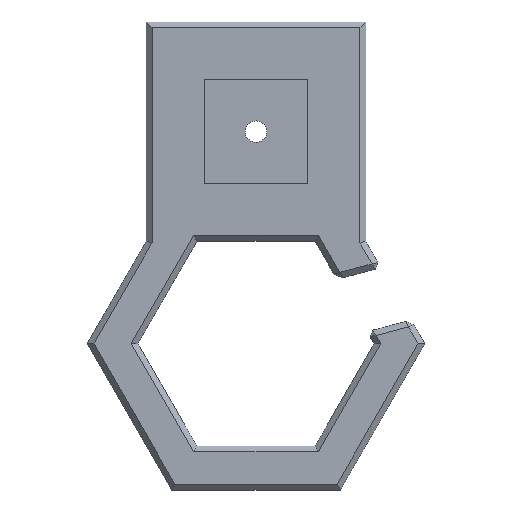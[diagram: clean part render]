
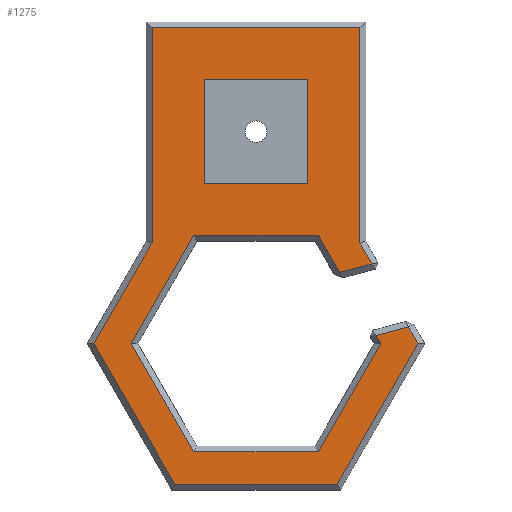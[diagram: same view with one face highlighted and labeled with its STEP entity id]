
A CAD part, top view. The second image highlights one B-rep face of the part: STEP entity #1275.
In plain terms, the highlighted planar face has unit normal (0, 0, 1).
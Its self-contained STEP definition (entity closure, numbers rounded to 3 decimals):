
#22=LINE('',#1763,#194);
#29=LINE('',#1777,#201);
#39=LINE('',#1798,#211);
#41=LINE('',#1803,#213);
#45=LINE('',#1811,#217);
#48=LINE('',#1817,#220);
#56=LINE('',#1834,#228);
#62=LINE('',#1847,#234);
#68=LINE('',#1859,#240);
#73=LINE('',#1868,#245);
#80=LINE('',#1882,#252);
#85=LINE('',#1891,#257);
#88=LINE('',#1897,#260);
#91=LINE('',#1903,#263);
#94=LINE('',#1909,#266);
#97=LINE('',#1913,#269);
#99=LINE('',#1918,#271);
#104=LINE('',#1925,#276);
#129=LINE('',#1976,#301);
#130=LINE('',#1978,#302);
#131=LINE('',#1980,#303);
#132=LINE('',#1981,#304);
#194=VECTOR('',#1428,10.);
#201=VECTOR('',#1439,10.);
#211=VECTOR('',#1455,10.);
#213=VECTOR('',#1459,10.);
#217=VECTOR('',#1465,10.);
#220=VECTOR('',#1470,10.);
#228=VECTOR('',#1482,10.);
#234=VECTOR('',#1492,10.);
#240=VECTOR('',#1502,10.);
#245=VECTOR('',#1511,10.);
#252=VECTOR('',#1522,10.);
#257=VECTOR('',#1531,10.);
#260=VECTOR('',#1536,10.);
#263=VECTOR('',#1541,10.);
#266=VECTOR('',#1546,10.);
#269=VECTOR('',#1551,10.);
#271=VECTOR('',#1555,10.);
#276=VECTOR('',#1564,10.);
#301=VECTOR('',#1615,10.);
#302=VECTOR('',#1616,10.);
#303=VECTOR('',#1617,10.);
#304=VECTOR('',#1618,10.);
#362=FACE_BOUND('',#487,.T.);
#409=FACE_OUTER_BOUND('',#486,.T.);
#486=EDGE_LOOP('',(#987,#988,#989,#990,#991,#992,#993,#994,#995,#996,#997,
#998,#999,#1000,#1001,#1002,#1003,#1004));
#487=EDGE_LOOP('',(#1005,#1006,#1007,#1008));
#534=VERTEX_POINT('',#1761);
#535=VERTEX_POINT('',#1762);
#540=VERTEX_POINT('',#1773);
#548=VERTEX_POINT('',#1794);
#549=VERTEX_POINT('',#1801);
#550=VERTEX_POINT('',#1802);
#553=VERTEX_POINT('',#1810);
#555=VERTEX_POINT('',#1816);
#562=VERTEX_POINT('',#1833);
#566=VERTEX_POINT('',#1842);
#567=VERTEX_POINT('',#1846);
#569=VERTEX_POINT('',#1852);
#578=VERTEX_POINT('',#1881);
#580=VERTEX_POINT('',#1890);
#582=VERTEX_POINT('',#1896);
#584=VERTEX_POINT('',#1902);
#586=VERTEX_POINT('',#1908);
#588=VERTEX_POINT('',#1917);
#600=VERTEX_POINT('',#1974);
#601=VERTEX_POINT('',#1975);
#602=VERTEX_POINT('',#1977);
#603=VERTEX_POINT('',#1979);
#640=EDGE_CURVE('',#534,#535,#22,.T.);
#647=EDGE_CURVE('',#535,#540,#29,.T.);
#657=EDGE_CURVE('',#540,#548,#39,.T.);
#659=EDGE_CURVE('',#549,#550,#41,.T.);
#663=EDGE_CURVE('',#550,#553,#45,.T.);
#666=EDGE_CURVE('',#553,#555,#48,.T.);
#674=EDGE_CURVE('',#555,#562,#56,.T.);
#680=EDGE_CURVE('',#562,#567,#62,.T.);
#686=EDGE_CURVE('',#569,#566,#68,.T.);
#691=EDGE_CURVE('',#567,#569,#73,.T.);
#698=EDGE_CURVE('',#566,#578,#80,.T.);
#703=EDGE_CURVE('',#578,#580,#85,.T.);
#706=EDGE_CURVE('',#580,#582,#88,.T.);
#709=EDGE_CURVE('',#582,#584,#91,.T.);
#712=EDGE_CURVE('',#584,#586,#94,.T.);
#715=EDGE_CURVE('',#548,#549,#97,.T.);
#717=EDGE_CURVE('',#586,#588,#99,.T.);
#722=EDGE_CURVE('',#588,#534,#104,.T.);
#747=EDGE_CURVE('',#600,#601,#129,.T.);
#748=EDGE_CURVE('',#601,#602,#130,.T.);
#749=EDGE_CURVE('',#602,#603,#131,.T.);
#750=EDGE_CURVE('',#603,#600,#132,.T.);
#987=ORIENTED_EDGE('',*,*,#686,.F.);
#988=ORIENTED_EDGE('',*,*,#691,.F.);
#989=ORIENTED_EDGE('',*,*,#680,.F.);
#990=ORIENTED_EDGE('',*,*,#674,.F.);
#991=ORIENTED_EDGE('',*,*,#666,.F.);
#992=ORIENTED_EDGE('',*,*,#663,.F.);
#993=ORIENTED_EDGE('',*,*,#659,.F.);
#994=ORIENTED_EDGE('',*,*,#715,.F.);
#995=ORIENTED_EDGE('',*,*,#657,.F.);
#996=ORIENTED_EDGE('',*,*,#647,.F.);
#997=ORIENTED_EDGE('',*,*,#640,.F.);
#998=ORIENTED_EDGE('',*,*,#722,.F.);
#999=ORIENTED_EDGE('',*,*,#717,.F.);
#1000=ORIENTED_EDGE('',*,*,#712,.F.);
#1001=ORIENTED_EDGE('',*,*,#709,.F.);
#1002=ORIENTED_EDGE('',*,*,#706,.F.);
#1003=ORIENTED_EDGE('',*,*,#703,.F.);
#1004=ORIENTED_EDGE('',*,*,#698,.F.);
#1005=ORIENTED_EDGE('',*,*,#747,.T.);
#1006=ORIENTED_EDGE('',*,*,#748,.T.);
#1007=ORIENTED_EDGE('',*,*,#749,.T.);
#1008=ORIENTED_EDGE('',*,*,#750,.T.);
#1199=PLANE('',#1369);
#1275=ADVANCED_FACE('',(#409,#362),#1199,.F.);
#1369=AXIS2_PLACEMENT_3D('',#1973,#1613,#1614);
#1428=DIRECTION('',(0.,-1.,0.));
#1439=DIRECTION('',(0.5,-0.866,0.));
#1455=DIRECTION('',(-0.966,-0.259,0.));
#1459=DIRECTION('',(-1.,0.,0.));
#1465=DIRECTION('',(-0.5,-0.866,0.));
#1470=DIRECTION('',(0.5,-0.866,0.));
#1482=DIRECTION('',(1.,0.,0.));
#1492=DIRECTION('',(0.5,0.866,0.));
#1502=DIRECTION('',(0.966,0.259,0.));
#1511=DIRECTION('',(-0.5,0.866,0.));
#1522=DIRECTION('',(0.5,-0.866,0.));
#1531=DIRECTION('',(-0.5,-0.866,0.));
#1536=DIRECTION('',(-1.,0.,0.));
#1541=DIRECTION('',(-0.5,0.866,0.));
#1546=DIRECTION('',(0.5,0.866,0.));
#1551=DIRECTION('',(-0.5,0.866,0.));
#1555=DIRECTION('',(0.,1.,0.));
#1564=DIRECTION('',(1.,0.,0.));
#1613=DIRECTION('center_axis',(0.,0.,-1.));
#1614=DIRECTION('ref_axis',(1.,0.,0.));
#1615=DIRECTION('',(1.,0.,0.));
#1616=DIRECTION('',(0.,-1.,0.));
#1617=DIRECTION('',(-1.,0.,0.));
#1618=DIRECTION('',(0.,1.,0.));
#1761=CARTESIAN_POINT('',(14.612,-0.4,0.5));
#1762=CARTESIAN_POINT('',(14.612,-15.107,0.5));
#1763=CARTESIAN_POINT('',(14.612,-11.,0.5));
#1773=CARTESIAN_POINT('',(15.44,-16.542,0.5));
#1777=CARTESIAN_POINT('',(14.376,-14.7,0.5));
#1794=CARTESIAN_POINT('',(13.24,-17.131,0.5));
#1798=CARTESIAN_POINT('',(7.423,-18.69,0.5));
#1801=CARTESIAN_POINT('',(11.778,-14.6,0.5));
#1802=CARTESIAN_POINT('',(3.234,-14.6,0.5));
#1803=CARTESIAN_POINT('',(9.527,-14.6,0.5));
#1810=CARTESIAN_POINT('',(-1.039,-22.,0.5));
#1811=CARTESIAN_POINT('',(2.108,-16.55,0.5));
#1816=CARTESIAN_POINT('',(3.234,-29.4,0.5));
#1817=CARTESIAN_POINT('',(0.087,-23.95,0.5));
#1833=CARTESIAN_POINT('',(11.778,-29.4,0.5));
#1834=CARTESIAN_POINT('',(5.485,-29.4,0.5));
#1842=CARTESIAN_POINT('',(17.924,-20.845,0.5));
#1846=CARTESIAN_POINT('',(16.051,-22.,0.5));
#1847=CARTESIAN_POINT('',(12.904,-27.45,0.5));
#1852=CARTESIAN_POINT('',(15.724,-21.435,0.5));
#1859=CARTESIAN_POINT('',(8.665,-23.326,0.5));
#1868=CARTESIAN_POINT('',(14.925,-20.05,0.5));
#1881=CARTESIAN_POINT('',(18.591,-22.,0.5));
#1882=CARTESIAN_POINT('',(14.376,-14.7,0.5));
#1890=CARTESIAN_POINT('',(13.049,-31.6,0.5));
#1891=CARTESIAN_POINT('',(17.263,-24.3,0.5));
#1896=CARTESIAN_POINT('',(1.963,-31.6,0.5));
#1897=CARTESIAN_POINT('',(10.393,-31.6,0.5));
#1902=CARTESIAN_POINT('',(-3.579,-22.,0.5));
#1903=CARTESIAN_POINT('',(0.636,-29.3,0.5));
#1908=CARTESIAN_POINT('',(0.4,-15.107,0.5));
#1909=CARTESIAN_POINT('',(-2.251,-19.7,0.5));
#1913=CARTESIAN_POINT('',(14.925,-20.05,0.5));
#1917=CARTESIAN_POINT('',(0.4,-0.4,0.5));
#1918=CARTESIAN_POINT('',(0.4,-18.5,0.5));
#1925=CARTESIAN_POINT('',(3.753,-0.4,0.5));
#1973=CARTESIAN_POINT('Origin',(7.506,-22.,0.5));
#1974=CARTESIAN_POINT('',(3.956,-3.95,0.5));
#1975=CARTESIAN_POINT('',(11.056,-3.95,0.5));
#1976=CARTESIAN_POINT('',(5.731,-3.95,0.5));
#1977=CARTESIAN_POINT('',(11.056,-11.05,0.5));
#1978=CARTESIAN_POINT('',(11.056,-12.975,0.5));
#1979=CARTESIAN_POINT('',(3.956,-11.05,0.5));
#1980=CARTESIAN_POINT('',(9.281,-11.05,0.5));
#1981=CARTESIAN_POINT('',(3.956,-16.525,0.5));
